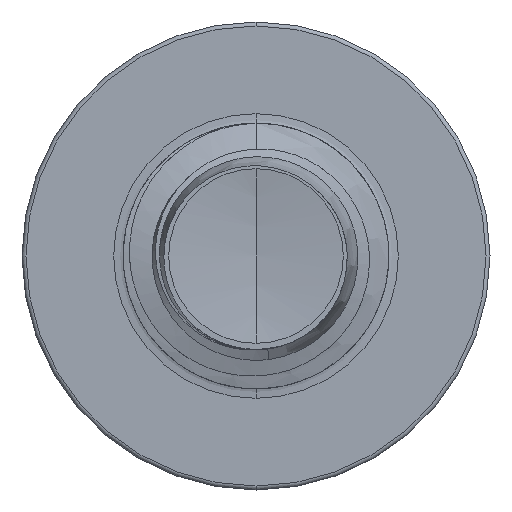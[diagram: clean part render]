
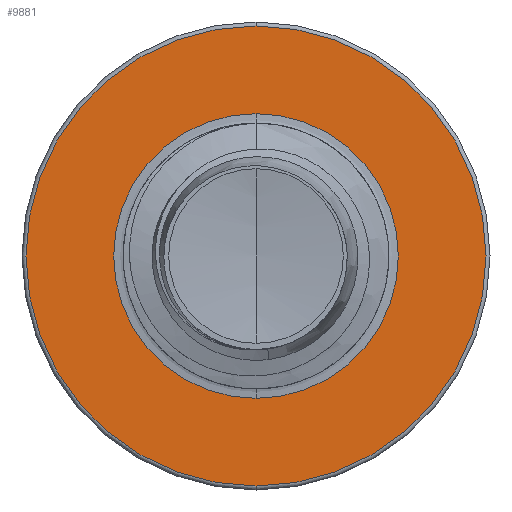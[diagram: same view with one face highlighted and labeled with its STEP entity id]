
A CAD part, front view. The second image highlights one B-rep face of the part: STEP entity #9881.
In plain terms, the highlighted planar face has unit normal (0, -1, 0).
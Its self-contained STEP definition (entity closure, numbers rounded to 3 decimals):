
#825 = AXIS2_PLACEMENT_3D ( 'NONE', #29426, #12253, #32217 ) ;
#2899 = CARTESIAN_POINT ( 'NONE',  ( 0., 16., 2.677 ) ) ;
#5856 = CARTESIAN_POINT ( 'NONE',  ( 0., 16., 0. ) ) ;
#5970 = CARTESIAN_POINT ( 'NONE',  ( 0., 16., 0. ) ) ;
#6339 = CIRCLE ( 'NONE', #24063, 2.677 ) ;
#8802 = DIRECTION ( 'NONE',  ( 0., 0., 1. ) ) ;
#8901 = DIRECTION ( 'NONE',  ( 0., 0., 1. ) ) ;
#9881 = ADVANCED_FACE ( 'NONE', ( #25561, #33817 ), #32196, .F. ) ;
#11428 = CIRCLE ( 'NONE', #825, 4.325 ) ;
#11928 = EDGE_LOOP ( 'NONE', ( #23323, #24128 ) ) ;
#11938 = CIRCLE ( 'NONE', #33117, 2.677 ) ;
#12250 = VERTEX_POINT ( 'NONE', #2899 ) ;
#12253 = DIRECTION ( 'NONE',  ( 0., 1., 0. ) ) ;
#13354 = EDGE_CURVE ( 'NONE', #31096, #12250, #11938, .T. ) ;
#15212 = CARTESIAN_POINT ( 'NONE',  ( 0., 16., -2.677 ) ) ;
#17102 = DIRECTION ( 'NONE',  ( 0., 1., 0. ) ) ;
#18174 = DIRECTION ( 'NONE',  ( 0., 0., 1. ) ) ;
#18258 = CARTESIAN_POINT ( 'NONE',  ( 0., 16., -4.325 ) ) ;
#19727 = ORIENTED_EDGE ( 'NONE', *, *, #24988, .F. ) ;
#20563 = AXIS2_PLACEMENT_3D ( 'NONE', #5856, #26156, #8802 ) ;
#21058 = ORIENTED_EDGE ( 'NONE', *, *, #24630, .F. ) ;
#23323 = ORIENTED_EDGE ( 'NONE', *, *, #28376, .T. ) ;
#24063 = AXIS2_PLACEMENT_3D ( 'NONE', #33954, #17102, #36784 ) ;
#24128 = ORIENTED_EDGE ( 'NONE', *, *, #13354, .T. ) ;
#24630 = EDGE_CURVE ( 'NONE', #33762, #28958, #27644, .T. ) ;
#24988 = EDGE_CURVE ( 'NONE', #28958, #33762, #11428, .T. ) ;
#25561 = FACE_OUTER_BOUND ( 'NONE', #34641, .T. ) ;
#26156 = DIRECTION ( 'NONE',  ( 0., 1., 0. ) ) ;
#26265 = DIRECTION ( 'NONE',  ( 0., 1., 0. ) ) ;
#27644 = CIRCLE ( 'NONE', #20563, 4.325 ) ;
#28376 = EDGE_CURVE ( 'NONE', #12250, #31096, #6339, .T. ) ;
#28781 = CARTESIAN_POINT ( 'NONE',  ( 0., 16., -2.677 ) ) ;
#28958 = VERTEX_POINT ( 'NONE', #29560 ) ;
#29426 = CARTESIAN_POINT ( 'NONE',  ( 0., 16., 0. ) ) ;
#29560 = CARTESIAN_POINT ( 'NONE',  ( 0., 16., 4.325 ) ) ;
#31096 = VERTEX_POINT ( 'NONE', #28781 ) ;
#32196 = PLANE ( 'NONE',  #37081 ) ;
#32217 = DIRECTION ( 'NONE',  ( 0., 0., 1. ) ) ;
#33117 = AXIS2_PLACEMENT_3D ( 'NONE', #5970, #26265, #8901 ) ;
#33762 = VERTEX_POINT ( 'NONE', #18258 ) ;
#33817 = FACE_BOUND ( 'NONE', #11928, .T. ) ;
#33954 = CARTESIAN_POINT ( 'NONE',  ( 0., 16., 0. ) ) ;
#34641 = EDGE_LOOP ( 'NONE', ( #19727, #21058 ) ) ;
#35007 = DIRECTION ( 'NONE',  ( 0., 1., 0. ) ) ;
#36784 = DIRECTION ( 'NONE',  ( 0., 0., 1. ) ) ;
#37081 = AXIS2_PLACEMENT_3D ( 'NONE', #15212, #35007, #18174 ) ;
